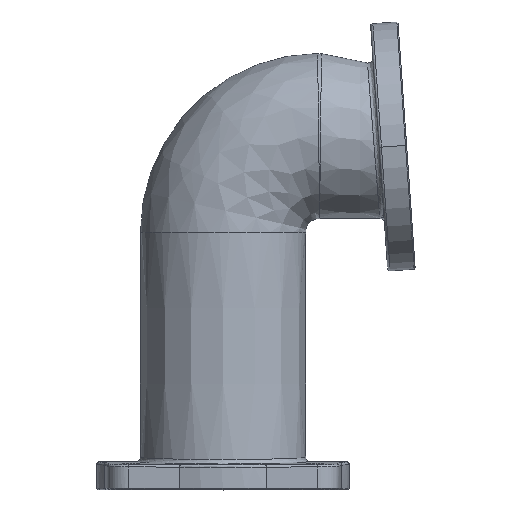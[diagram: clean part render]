
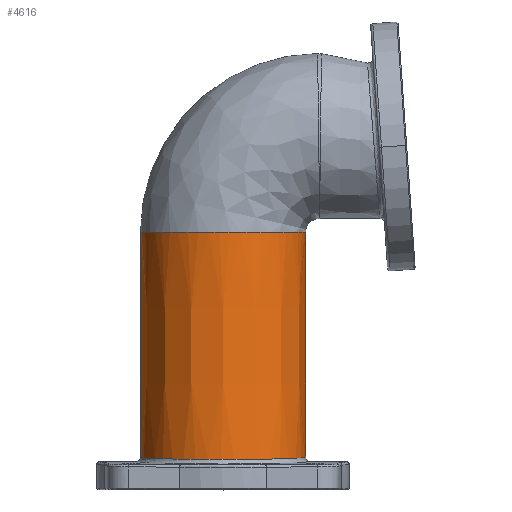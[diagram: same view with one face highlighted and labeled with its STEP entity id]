
A CAD part, top view. The second image highlights one B-rep face of the part: STEP entity #4616.
In plain terms, the highlighted free-form (B-spline) face has degree [3, 3] with [13, 4] control points.
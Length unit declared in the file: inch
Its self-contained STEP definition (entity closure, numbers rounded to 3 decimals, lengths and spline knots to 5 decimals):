
#1=CARTESIAN_POINT('',(2.25,1.12504,0.));
#2=CARTESIAN_POINT('',(2.25,1.12346,0.05718));
#3=CARTESIAN_POINT('',(2.24558,1.12019,0.17524));
#4=CARTESIAN_POINT('',(2.22334,1.11502,0.36202));
#5=CARTESIAN_POINT('',(2.18287,1.10961,0.5577));
#6=CARTESIAN_POINT('',(2.12169,1.10404,0.759));
#7=CARTESIAN_POINT('',(2.04,1.09855,0.95718));
#8=CARTESIAN_POINT('',(1.94015,1.09333,1.14576));
#9=CARTESIAN_POINT('',(1.82354,1.08841,1.32346));
#10=CARTESIAN_POINT('',(1.69059,1.08381,1.48976));
#11=CARTESIAN_POINT('',(1.54244,1.07957,1.64274));
#12=CARTESIAN_POINT('',(1.3804,1.07575,1.78088));
#13=CARTESIAN_POINT('',(1.20608,1.07236,1.90322));
#14=CARTESIAN_POINT('',(1.02103,1.06945,2.00869));
#15=CARTESIAN_POINT('',(0.82696,1.06702,2.09616));
#16=CARTESIAN_POINT('',(0.62537,1.06513,2.16472));
#17=CARTESIAN_POINT('',(0.41814,1.06376,2.21405));
#18=CARTESIAN_POINT('',(0.2072,1.06294,2.24373));
#19=CARTESIAN_POINT('',(-0.00549,1.06267,2.25339));
#20=CARTESIAN_POINT('',(-0.21814,1.06297,2.24268));
#21=CARTESIAN_POINT('',(-0.42892,1.06382,2.21199));
#22=CARTESIAN_POINT('',(-0.6359,1.06521,2.16166));
#23=CARTESIAN_POINT('',(-0.83715,1.06714,2.09212));
#24=CARTESIAN_POINT('',(-1.03077,1.06958,2.00371));
#25=CARTESIAN_POINT('',(-1.21529,1.07253,1.89735));
#26=CARTESIAN_POINT('',(-1.3891,1.07594,1.77411));
#27=CARTESIAN_POINT('',(-1.55041,1.07978,1.63521));
#28=CARTESIAN_POINT('',(-1.69751,1.08403,1.48184));
#29=CARTESIAN_POINT('',(-1.83,1.08866,1.31459));
#30=CARTESIAN_POINT('',(-1.94652,1.09363,1.13494));
#31=CARTESIAN_POINT('',(-2.04392,1.09879,0.94827));
#32=CARTESIAN_POINT('',(-2.12069,1.104,0.76042));
#33=CARTESIAN_POINT('',(-2.17737,1.10909,0.57653));
#34=CARTESIAN_POINT('',(-2.21684,1.11401,0.39854));
#35=CARTESIAN_POINT('',(-2.24333,1.11931,0.20715));
#36=CARTESIAN_POINT('',(-2.25,1.12309,0.07036));
#37=CARTESIAN_POINT('',(-2.25,1.12504,
0.));
#39=DIRECTION('',(0.,1.,0.));
#40=VECTOR('',#39,6.12496);
#41=CARTESIAN_POINT('',(-2.25,1.12504,
0.));
#42=LINE('',#41,#40);
#3043=CARTESIAN_POINT('',(-2.25,7.25,0.));
#3044=CARTESIAN_POINT('',(-2.25,7.25,0.29448));
#3045=CARTESIAN_POINT('',(-2.13285,7.25,0.88345));
#3046=CARTESIAN_POINT('',(-1.63241,7.25,1.63241));
#3047=CARTESIAN_POINT('',(-0.88345,7.25,2.13285));
#3048=CARTESIAN_POINT('',(0.,7.25,2.30858));
#3049=CARTESIAN_POINT('',(0.88345,7.25,2.13285));
#3050=CARTESIAN_POINT('',(1.63241,7.25,1.63241));
#3051=CARTESIAN_POINT('',(2.13285,7.25,0.88345));
#3052=CARTESIAN_POINT('',(2.25,7.25,0.29448));
#3053=CARTESIAN_POINT('',(2.25,7.25,0.));
#3162=DIRECTION('',(0.,1.,0.));
#3163=VECTOR('',#3162,6.12496);
#3164=CARTESIAN_POINT('',(2.25,1.12504,
0.));
#3165=LINE('',#3164,#3163);
#4051=VERTEX_POINT('',#3043);
#4052=VERTEX_POINT('',#3053);
#4075=VERTEX_POINT('',#1);
#4076=VERTEX_POINT('',#37);
#4553=CARTESIAN_POINT('',(-2.24552,0.93902,
-0.14126));
#4554=CARTESIAN_POINT('',(-2.24552,3.08393,
-0.14126));
#4555=CARTESIAN_POINT('',(-2.24552,5.22884,
-0.14126));
#4556=CARTESIAN_POINT('',(-2.24552,7.37374,
-0.14126));
#4557=CARTESIAN_POINT('',(-2.2485,0.93902,
-0.09424));
#4558=CARTESIAN_POINT('',(-2.2485,3.08393,
-0.09424));
#4559=CARTESIAN_POINT('',(-2.2485,5.22884,
-0.09424));
#4560=CARTESIAN_POINT('',(-2.2485,7.37374,
-0.09424));
#4561=CARTESIAN_POINT('',(-2.25937,0.93902,
0.24737));
#4562=CARTESIAN_POINT('',(-2.25937,3.08393,
0.24737));
#4563=CARTESIAN_POINT('',(-2.25937,5.22884,
0.24737));
#4564=CARTESIAN_POINT('',(-2.25937,7.37374,
0.24737));
#4565=CARTESIAN_POINT('',(-2.13285,0.93902,
0.88345));
#4566=CARTESIAN_POINT('',(-2.13285,3.08393,
0.88345));
#4567=CARTESIAN_POINT('',(-2.13285,5.22884,
0.88345));
#4568=CARTESIAN_POINT('',(-2.13285,7.37374,
0.88345));
#4569=CARTESIAN_POINT('',(-1.63241,0.93902,
1.63241));
#4570=CARTESIAN_POINT('',(-1.63241,3.08393,1.63241));
#4571=CARTESIAN_POINT('',(-1.63241,5.22884,1.63241));
#4572=CARTESIAN_POINT('',(-1.63241,7.37374,1.63241));
#4573=CARTESIAN_POINT('',(-0.88345,0.93902,
2.13285));
#4574=CARTESIAN_POINT('',(-0.88345,3.08393,
2.13285));
#4575=CARTESIAN_POINT('',(-0.88345,5.22884,
2.13285));
#4576=CARTESIAN_POINT('',(-0.88345,7.37374,
2.13285));
#4577=CARTESIAN_POINT('',(0.,0.93902,2.30858));
#4578=CARTESIAN_POINT('',(0.,3.08393,2.30858));
#4579=CARTESIAN_POINT('',(0.,5.22884,2.30858));
#4580=CARTESIAN_POINT('',(0.,7.37374,2.30858));
#4581=CARTESIAN_POINT('',(0.88345,0.93902,
2.13285));
#4582=CARTESIAN_POINT('',(0.88345,3.08393,2.13285));
#4583=CARTESIAN_POINT('',(0.88345,5.22884,2.13285));
#4584=CARTESIAN_POINT('',(0.88345,7.37374,2.13285));
#4585=CARTESIAN_POINT('',(1.63241,0.93902,1.63241));
#4586=CARTESIAN_POINT('',(1.63241,3.08393,1.63241));
#4587=CARTESIAN_POINT('',(1.63241,5.22884,1.63241));
#4588=CARTESIAN_POINT('',(1.63241,7.37374,1.63241));
#4589=CARTESIAN_POINT('',(2.13285,0.93902,
0.88345));
#4590=CARTESIAN_POINT('',(2.13285,3.08393,0.88345));
#4591=CARTESIAN_POINT('',(2.13285,5.22884,0.88345));
#4592=CARTESIAN_POINT('',(2.13285,7.37374,0.88345));
#4593=CARTESIAN_POINT('',(2.25937,0.93902,
0.24737));
#4594=CARTESIAN_POINT('',(2.25937,3.08393,0.24737));
#4595=CARTESIAN_POINT('',(2.25937,5.22884,0.24737));
#4596=CARTESIAN_POINT('',(2.25937,7.37374,0.24737));
#4597=CARTESIAN_POINT('',(2.2485,0.93902,
-0.09424));
#4598=CARTESIAN_POINT('',(2.2485,3.08393,
-0.09424));
#4599=CARTESIAN_POINT('',(2.2485,5.22884,
-0.09424));
#4600=CARTESIAN_POINT('',(2.2485,7.37374,
-0.09424));
#4601=CARTESIAN_POINT('',(2.24552,0.93902,
-0.14126));
#4602=CARTESIAN_POINT('',(2.24552,3.08393,
-0.14126));
#4603=CARTESIAN_POINT('',(2.24552,5.22884,
-0.14126));
#4604=CARTESIAN_POINT('',(2.24552,7.37374,
-0.14126));
#4605=B_SPLINE_SURFACE_WITH_KNOTS('',3,3,((#4553,#4554,#4555,#4556),(#4557,
#4558,#4559,#4560),(#4561,#4562,#4563,#4564),(#4565,#4566,#4567,#4568),(#4569,
#4570,#4571,#4572),(#4573,#4574,#4575,#4576),(#4577,#4578,#4579,#4580),(#4581,
#4582,#4583,#4584),(#4585,#4586,#4587,#4588),(#4589,#4590,#4591,#4592),(#4593,
#4594,#4595,#4596),(#4597,#4598,#4599,#4600),(#4601,#4602,#4603,#4604)),
.UNSPECIFIED.,.F.,.F.,.F.,(4,1,1,1,1,1,1,1,1,1,4),(4,4),(-0.01,0.,0.0625,
0.125,0.1875,0.25,0.3125,0.375,0.4375,0.5,0.51),(
0.12952,1.01707),.UNSPECIFIED.);
#4607=ORIENTED_EDGE('',*,*,#4606,.T.);
#4609=ORIENTED_EDGE('',*,*,#4608,.T.);
#4611=ORIENTED_EDGE('',*,*,#4610,.T.);
#4613=ORIENTED_EDGE('',*,*,#4612,.F.);
#4614=EDGE_LOOP('',(#4607,#4609,#4611,#4613));
#4615=FACE_OUTER_BOUND('',#4614,.F.);
#38=B_SPLINE_CURVE_WITH_KNOTS('',3,(#1,#2,#3,#4,#5,#6,#7,#8,#9,#10,#11,#12,#13,
#14,#15,#16,#17,#18,#19,#20,#21,#22,#23,#24,#25,#26,#27,#28,#29,#30,#31,#32,#33,
#34,#35,#36,#37),.UNSPECIFIED.,.F.,.F.,(4,1,1,1,1,1,1,1,1,1,1,1,1,1,1,1,1,1,1,1,
1,1,1,1,1,1,1,1,1,1,1,1,1,1,4),(0.,0.02941,0.05882,
0.08824,0.11765,0.14706,0.17647,
0.20588,0.23529,0.26471,0.29412,
0.32353,0.35294,0.38235,0.41176,
0.44118,0.47059,0.5,0.52941,0.55882,
0.58824,0.61765,0.64706,0.67647,
0.70588,0.73529,0.76471,0.79412,
0.82353,0.85294,0.88235,0.91176,
0.94118,0.97059,1.),.UNSPECIFIED.);
#3054=B_SPLINE_CURVE_WITH_KNOTS('',3,(#3043,#3044,#3045,#3046,#3047,#3048,#3049,
#3050,#3051,#3052,#3053),.UNSPECIFIED.,.F.,.F.,(4,1,1,1,1,1,1,1,4),(0.,
0.125,0.25,0.375,0.5,0.625,0.75,0.875,1.),.UNSPECIFIED.);
#4606=EDGE_CURVE('',#4075,#4076,#38,.T.);
#4608=EDGE_CURVE('',#4076,#4051,#42,.T.);
#4610=EDGE_CURVE('',#4051,#4052,#3054,.T.);
#4612=EDGE_CURVE('',#4075,#4052,#3165,.T.);
#4616=ADVANCED_FACE('',(#4615),#4605,.T.);
